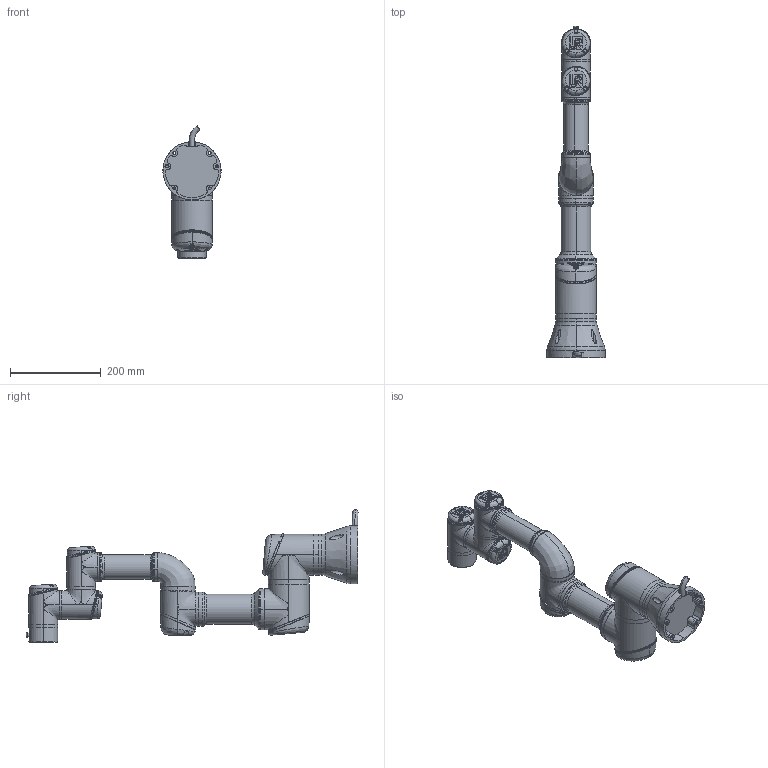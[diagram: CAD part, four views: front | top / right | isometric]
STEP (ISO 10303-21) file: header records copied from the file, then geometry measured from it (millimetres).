
FILE_DESCRIPTION (( 'STEP AP214' ), '1' );
FILE_NAME ('UR3.STEP', '2015-03-12T14:38:22', ( '' ), ( '' ), 'SwSTEP 2.0', 'SolidWorks 2015', '' );
FILE_SCHEMA (( 'AUTOMOTIVE_DESIGN' ));
Length unit declared in the file: millimetre
Products named in the file (11): 34011-STEP; 31600-STEP; 31116-STEP; 31601-STEP; 34111-STEP; 31690-STEP; 31126-STEP; 31602-STEP; 31000-STEP; 31220-STEP; UR3
Assembly tree (15 placements, depth 2):
  UR3
    31220-STEP
    31000-STEP
    31602-STEP  x2
    31126-STEP
    31690-STEP
    34111-STEP
    31601-STEP
    31116-STEP
    31600-STEP  x3
    34011-STEP  x3
Bounding box: 128 x 730.76 x 292.29 mm (x, y, z)
Volume: 4901121.1 mm3; surface area: 505975.4 mm2
Topology: 34 solids, 37 shells, 2437 faces, 5912 edges, 3541 vertices
Faces by surface type: bspline 1274, cylinder 481, plane 416, cone 134, torus 96, sphere 36
Entity records: 96099 total; most frequent: CARTESIAN_POINT 62764, ORIENTED_EDGE 6056, DIRECTION 3903, EDGE_CURVE 3028, VERTEX_POINT 1858, AXIS2_PLACEMENT_3D 1595, B_SPLINE_CURVE_WITH_KNOTS 1374, EDGE_LOOP 1344
